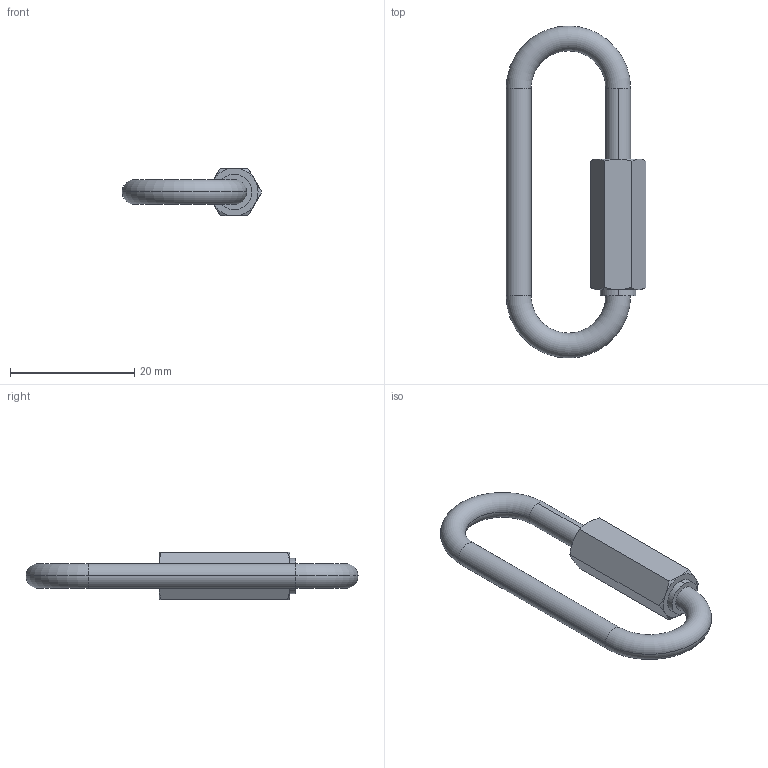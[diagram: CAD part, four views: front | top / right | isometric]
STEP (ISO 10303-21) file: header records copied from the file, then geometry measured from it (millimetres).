
FILE_DESCRIPTION (( 'STEP AP203' ), '1' );
FILE_NAME ('100079004.step', '2017-10-27T13:53:00', ( '' ), ( '' ), 'SwSTEP 2.0', 'SolidWorks 2015', '' );
FILE_SCHEMA (( 'CONFIG_CONTROL_DESIGN' ));
Length unit declared in the file: millimetre
Products named in the file (3): 10007800X Teil2_100079004 Teil2; 100079004; 10007800X Teil1_100079004 Teil1
Assembly tree (2 placements, depth 2):
  100079004
    10007800X Teil1_100079004 Teil1
    10007800X Teil2_100079004 Teil2
Bounding box: 22.45 x 53.4 x 7.7 mm (x, y, z)
Volume: 2250.1 mm3; surface area: 2381.6 mm2
Topology: 2 solids, 2 shells, 58 faces, 120 edges, 68 vertices
Faces by surface type: cone 22, cylinder 16, plane 12, torus 8
Entity records: 1885 total; most frequent: CARTESIAN_POINT 355, DIRECTION 286, ORIENTED_EDGE 240, AXIS2_PLACEMENT_3D 127, EDGE_CURVE 120, VERTEX_POINT 68, CIRCLE 64, EDGE_LOOP 62
